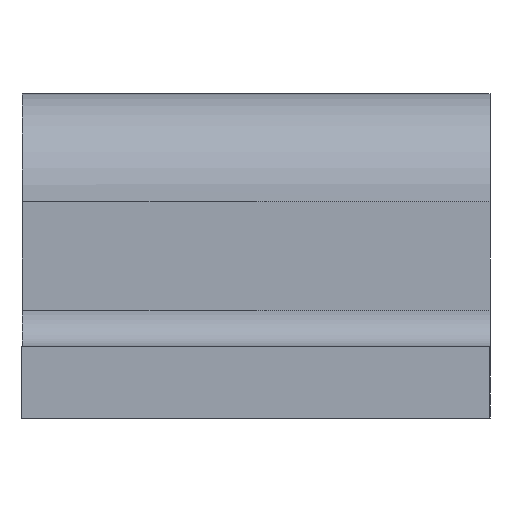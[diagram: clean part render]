
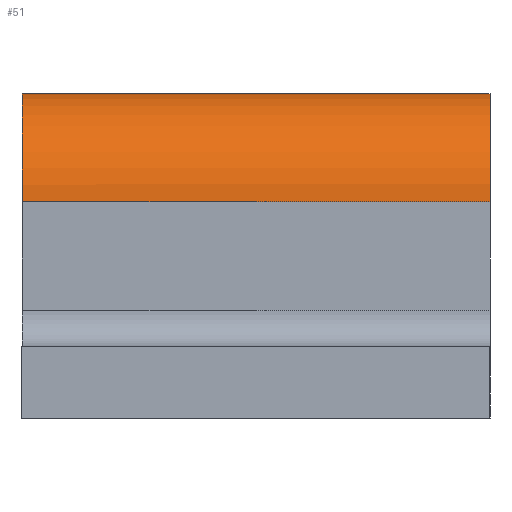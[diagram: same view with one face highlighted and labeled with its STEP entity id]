
A CAD part, left-side view. The second image highlights one B-rep face of the part: STEP entity #51.
In plain terms, the highlighted free-form (B-spline) face has degree [3, 1] with [4, 2] control points.
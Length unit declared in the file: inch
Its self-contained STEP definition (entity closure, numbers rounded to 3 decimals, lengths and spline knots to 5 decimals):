
#51=ADVANCED_FACE('',(#115),#116,.T.);
#115=FACE_OUTER_BOUND('',#200,.T.);
#116=B_SPLINE_SURFACE_WITH_KNOTS('',3,1,((#201,#202),(#203,#204),(#205,#206),(#207,#208)),.UNSPECIFIED.,.F.,.F.,.F.,(4,4),(2,2),(0.0,1.0),(0.0,1.625),.UNSPECIFIED.);
#200=EDGE_LOOP('',(#356,#357,#358,#359));
#201=CARTESIAN_POINT('',(2.25113,1.625,1.12556));
#202=CARTESIAN_POINT('',(2.25113,0.,1.12556));
#203=CARTESIAN_POINT('',(2.04392,1.625,1.12556));
#204=CARTESIAN_POINT('',(2.04392,0.,1.12556));
#205=CARTESIAN_POINT('',(1.87594,1.625,0.95759));
#206=CARTESIAN_POINT('',(1.87594,0.,0.95759));
#207=CARTESIAN_POINT('',(1.87594,1.625,0.75037));
#208=CARTESIAN_POINT('',(1.87594,0.,0.75037));
#356=ORIENTED_EDGE('',*,*,#526,.T.);
#357=ORIENTED_EDGE('',*,*,#527,.F.);
#358=ORIENTED_EDGE('',*,*,#528,.T.);
#359=ORIENTED_EDGE('',*,*,#529,.T.);
#526=EDGE_CURVE('',#617,#618,#619,.T.);
#527=EDGE_CURVE('',#620,#618,#621,.T.);
#528=EDGE_CURVE('',#620,#622,#623,.T.);
#529=EDGE_CURVE('',#622,#617,#624,.T.);
#617=VERTEX_POINT('',#752);
#618=VERTEX_POINT('',#753);
#619=B_SPLINE_CURVE_WITH_KNOTS('',3,(#754,#755,#756,#757),.UNSPECIFIED.,.F.,.F.,(4,4),(-1.0,-0.0),.UNSPECIFIED.);
#620=VERTEX_POINT('',#758);
#621=LINE('',#759,#760);
#622=VERTEX_POINT('',#761);
#623=B_SPLINE_CURVE_WITH_KNOTS('',3,(#762,#763,#764,#765),.UNSPECIFIED.,.F.,.F.,(4,4),(0.0,1.0),.UNSPECIFIED.);
#624=LINE('',#766,#767);
#752=CARTESIAN_POINT('',(1.87594,0.,0.75037));
#753=CARTESIAN_POINT('',(2.25113,0.,1.12556));
#754=CARTESIAN_POINT('',(1.87594,0.,0.75037));
#755=CARTESIAN_POINT('',(1.87594,0.,0.95759));
#756=CARTESIAN_POINT('',(2.04392,0.,1.12556));
#757=CARTESIAN_POINT('',(2.25113,0.,1.12556));
#758=CARTESIAN_POINT('',(2.25113,1.625,1.12556));
#759=CARTESIAN_POINT('',(2.25113,1.625,1.12556));
#760=VECTOR('',#958,1.0);
#761=CARTESIAN_POINT('',(1.87594,1.625,0.75037));
#762=CARTESIAN_POINT('',(2.25113,1.625,1.12556));
#763=CARTESIAN_POINT('',(2.04392,1.625,1.12556));
#764=CARTESIAN_POINT('',(1.87594,1.625,0.95759));
#765=CARTESIAN_POINT('',(1.87594,1.625,0.75037));
#766=CARTESIAN_POINT('',(1.87594,1.625,0.75037));
#767=VECTOR('',#959,1.0);
#958=DIRECTION('',(0.0,-1.0,0.0));
#959=DIRECTION('',(0.0,-1.0,0.0));
